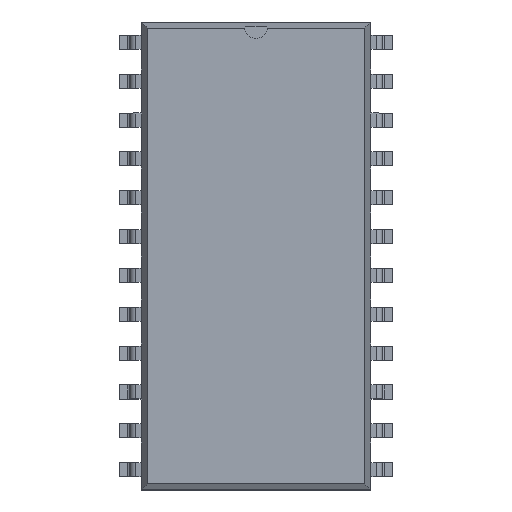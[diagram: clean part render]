
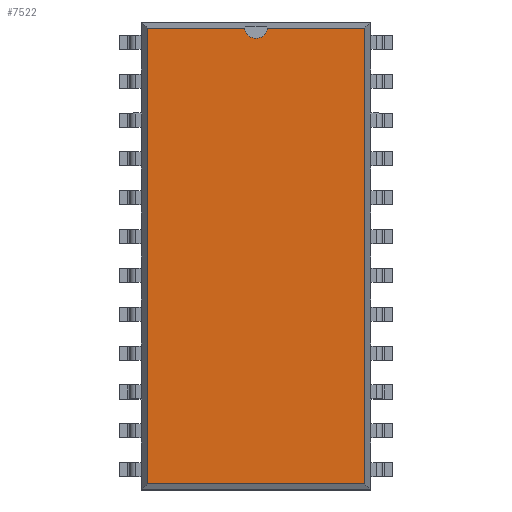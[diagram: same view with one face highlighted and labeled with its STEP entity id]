
A CAD part, top view. The second image highlights one B-rep face of the part: STEP entity #7522.
In plain terms, the highlighted planar face has unit normal (0, 0, 1).
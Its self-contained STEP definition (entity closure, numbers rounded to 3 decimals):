
#27=VECTOR('',#28,1.);
#28=DIRECTION('',(0.,1.,0.));
#34=VECTOR('',#35,1.);
#35=DIRECTION('',(-1.,0.,0.));
#41=VECTOR('',#42,1.);
#42=DIRECTION('',(0.,-1.,0.));
#46=VECTOR('',#47,1.);
#47=DIRECTION('',(1.,0.,0.));
#50=DIRECTION('',(0.,0.,-1.));
#1427=DIRECTION('',(0.,0.,-1.));
#5058=VERTEX_POINT('',#5059);
#5059=CARTESIAN_POINT('',(7.106,14.901,3.68));
#5061=ORIENTED_EDGE('',*,*,#5062,.F.);
#5062=EDGE_CURVE('',#5063,#5058,#5065,.T.);
#5063=VERTEX_POINT('',#5064);
#5064=CARTESIAN_POINT('',(7.106,-14.901,3.68));
#5065=LINE('',#5064,#27);
#6252=VERTEX_POINT('',#6253);
#6253=CARTESIAN_POINT('',(-7.106,14.901,3.68));
#6255=ORIENTED_EDGE('',*,*,#6256,.F.);
#6256=EDGE_CURVE('',#6257,#6252,#6259,.T.);
#6257=VERTEX_POINT('',#6258);
#6258=CARTESIAN_POINT('',(-0.746,14.901,3.68));
#6259=LINE('',#5059,#34);
#6278=VERTEX_POINT('',#6279);
#6279=CARTESIAN_POINT('',(0.746,14.901,3.68));
#6285=ORIENTED_EDGE('',*,*,#6286,.F.);
#6286=EDGE_CURVE('',#5058,#6278,#6259,.T.);
#6330=VERTEX_POINT('',#6331);
#6331=CARTESIAN_POINT('',(-7.106,-14.901,3.68));
#6333=ORIENTED_EDGE('',*,*,#6334,.F.);
#6334=EDGE_CURVE('',#6252,#6330,#6335,.T.);
#6335=LINE('',#6253,#41);
#7517=ORIENTED_EDGE('',*,*,#7518,.F.);
#7518=EDGE_CURVE('',#6330,#5063,#7519,.T.);
#7519=LINE('',#6331,#46);
#7522=ADVANCED_FACE('',(#7523),#7534,.F.);
#7523=FACE_BOUND('',#7524,.F.);
#7524=EDGE_LOOP('',(#5061,#7517,#6333,#6255,#7525,#7532,#6285));
#7525=ORIENTED_EDGE('',*,*,#7526,.F.);
#7526=EDGE_CURVE('',#7527,#6257,#7529,.T.);
#7527=VERTEX_POINT('',#7528);
#7528=CARTESIAN_POINT('',(0.,14.226,3.68));
#7529=CIRCLE('',#7530,0.75);
#7530=AXIS2_PLACEMENT_3D('',#7531,#1427,#42);
#7531=CARTESIAN_POINT('',(0.,14.976,3.68));
#7532=ORIENTED_EDGE('',*,*,#7533,.F.);
#7533=EDGE_CURVE('',#6278,#7527,#7529,.T.);
#7534=PLANE('',#7535);
#7535=AXIS2_PLACEMENT_3D('',#5064,#50,#7536);
#7536=DIRECTION('',(-0.43,0.903,0.));
